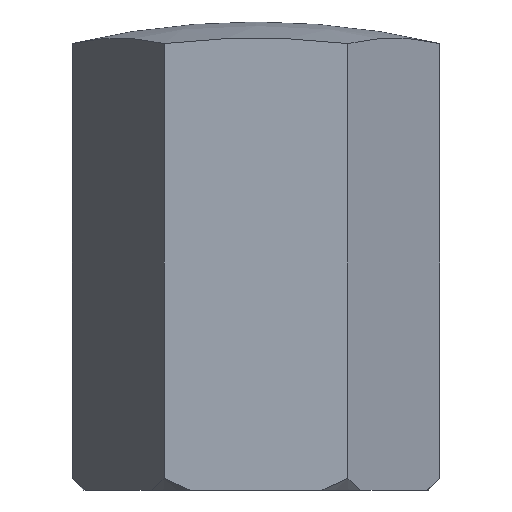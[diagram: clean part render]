
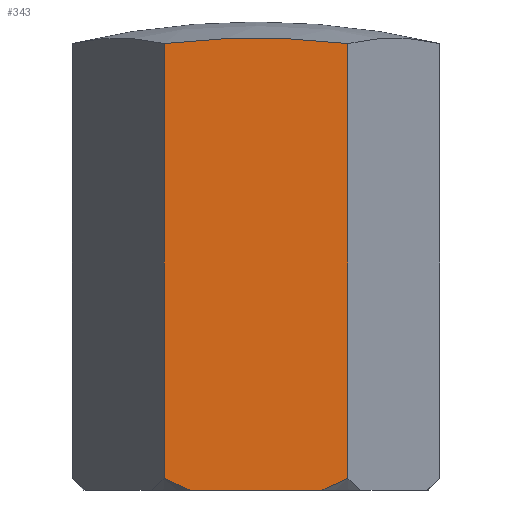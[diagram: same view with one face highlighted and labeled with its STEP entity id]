
A CAD part, left-side view. The second image highlights one B-rep face of the part: STEP entity #343.
In plain terms, the highlighted planar face has unit normal (-1, 0, 0).
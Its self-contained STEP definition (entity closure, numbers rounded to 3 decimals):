
#1 = CARTESIAN_POINT ( 'NONE',  ( -8.5, 0., 0. ) ) ;
#12 = CARTESIAN_POINT ( 'NONE',  ( -8.5, -4.907, 23.851 ) ) ;
#17 = DIRECTION ( 'NONE',  ( 0., 0., -1. ) ) ;
#21 = EDGE_CURVE ( 'NONE', #281, #356, #442, .T. ) ;
#23 = VECTOR ( 'NONE', #404, 1000. ) ;
#38 = CARTESIAN_POINT ( 'NONE',  ( -8.5, -4.907, 26. ) ) ;
#42 = EDGE_CURVE ( 'NONE', #356, #370, #492, .T. ) ;
#54 = DIRECTION ( 'NONE',  ( 0., 1., 0. ) ) ;
#56 = CARTESIAN_POINT ( 'NONE',  ( -8.5, -3.52, 0. ) ) ;
#63 = EDGE_CURVE ( 'NONE', #367, #281, #651, .T. ) ;
#86 = LINE ( 'NONE', #38, #471 ) ;
#101 = CARTESIAN_POINT ( 'NONE',  ( -8.5, -4.907, 0.615 ) ) ;
#102 = CARTESIAN_POINT ( 'NONE',  ( -8.5, -4.907, 0.615 ) ) ;
#107 = CARTESIAN_POINT ( 'NONE',  ( -8.5, -3.52, 0. ) ) ;
#113 = EDGE_CURVE ( 'NONE', #196, #370, #86, .T. ) ;
#144 = DIRECTION ( 'NONE',  ( 0., 0., -1. ) ) ;
#148 = ORIENTED_EDGE ( 'NONE', *, *, #63, .T. ) ;
#155 = FACE_OUTER_BOUND ( 'NONE', #286, .T. ) ;
#196 = VERTEX_POINT ( 'NONE', #12 ) ;
#206 = CARTESIAN_POINT ( 'NONE',  ( -8.5, 4.907, 26. ) ) ;
#216 = EDGE_CURVE ( 'NONE', #336, #367, #264, .T. ) ;
#260 = DIRECTION ( 'NONE',  ( 1., 0., 0. ) ) ;
#264 = LINE ( 'NONE', #626, #518 ) ;
#281 = VERTEX_POINT ( 'NONE', #337 ) ;
#286 = EDGE_LOOP ( 'NONE', ( #394, #330, #148, #613, #395, #427 ) ) ;
#296 = CARTESIAN_POINT ( 'NONE',  ( -8.5, 4.907, 0.615 ) ) ;
#330 = ORIENTED_EDGE ( 'NONE', *, *, #216, .T. ) ;
#336 = VERTEX_POINT ( 'NONE', #498 ) ;
#337 = CARTESIAN_POINT ( 'NONE',  ( -8.5, 3.52, 0. ) ) ;
#343 = ADVANCED_FACE ( 'NONE', ( #155 ), #656, .F. ) ;
#356 = VERTEX_POINT ( 'NONE', #107 ) ;
#367 = VERTEX_POINT ( 'NONE', #488 ) ;
#370 = VERTEX_POINT ( 'NONE', #102 ) ;
#394 = ORIENTED_EDGE ( 'NONE', *, *, #452, .F. ) ;
#395 = ORIENTED_EDGE ( 'NONE', *, *, #42, .T. ) ;
#404 = DIRECTION ( 'NONE',  ( 0., -1., 0. ) ) ;
#405 = DIRECTION ( 'NONE',  ( 1., 0., 0. ) ) ;
#427 = ORIENTED_EDGE ( 'NONE', *, *, #113, .F. ) ;
#442 = LINE ( 'NONE', #1, #23 ) ;
#447 = CARTESIAN_POINT ( 'NONE',  ( -8.5, 3.52, 0. ) ) ;
#449 = CARTESIAN_POINT ( 'NONE',  ( -8.5, 3.993, 0.181 ) ) ;
#451 = AXIS2_PLACEMENT_3D ( 'NONE', #206, #405, #54 ) ;
#452 = EDGE_CURVE ( 'NONE', #336, #196, #558, .T. ) ;
#456 = DIRECTION ( 'NONE',  ( 0., 0., -1. ) ) ;
#471 = VECTOR ( 'NONE', #144, 1000. ) ;
#488 = CARTESIAN_POINT ( 'NONE',  ( -8.5, 4.907, 0.615 ) ) ;
#492 = B_SPLINE_CURVE_WITH_KNOTS ( 'NONE', 3,
 ( #56, #496, #556, #101 ),
 .UNSPECIFIED., .F., .F.,
 ( 4, 4 ),
 ( 0.018, 0.019 ),
 .UNSPECIFIED. ) ;
#496 = CARTESIAN_POINT ( 'NONE',  ( -8.5, -3.996, 0.182 ) ) ;
#498 = CARTESIAN_POINT ( 'NONE',  ( -8.5, 4.907, 23.851 ) ) ;
#499 = CARTESIAN_POINT ( 'NONE',  ( -8.5, 4.457, 0.39 ) ) ;
#518 = VECTOR ( 'NONE', #17, 1000. ) ;
#556 = CARTESIAN_POINT ( 'NONE',  ( -8.5, -4.457, 0.39 ) ) ;
#558 = CIRCLE ( 'NONE', #642, 41.641 ) ;
#577 = CARTESIAN_POINT ( 'NONE',  ( -8.5, 0., -17.5 ) ) ;
#613 = ORIENTED_EDGE ( 'NONE', *, *, #21, .T. ) ;
#626 = CARTESIAN_POINT ( 'NONE',  ( -8.5, 4.907, 26. ) ) ;
#642 = AXIS2_PLACEMENT_3D ( 'NONE', #577, #260, #456 ) ;
#651 = B_SPLINE_CURVE_WITH_KNOTS ( 'NONE', 3,
 ( #296, #499, #449, #447 ),
 .UNSPECIFIED., .F., .F.,
 ( 4, 4 ),
 ( 0.009, 0.011 ),
 .UNSPECIFIED. ) ;
#656 = PLANE ( 'NONE',  #451 ) ;
